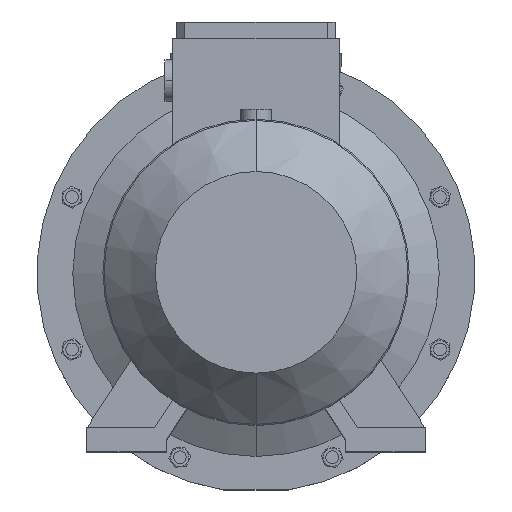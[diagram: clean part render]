
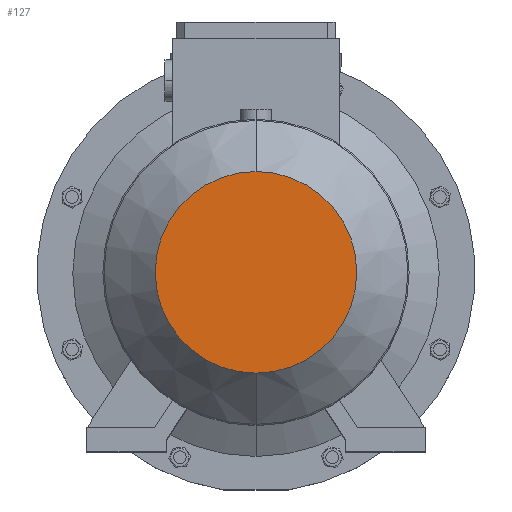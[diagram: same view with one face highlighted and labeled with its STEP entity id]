
A CAD part, top view. The second image highlights one B-rep face of the part: STEP entity #127.
In plain terms, the highlighted planar face has unit normal (0, 0, 1).
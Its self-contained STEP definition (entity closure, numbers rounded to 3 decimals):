
#127 = ADVANCED_FACE ( 'NONE', ( #47387 ), #59536, .T. ) ;
#1873 = DIRECTION ( 'NONE',  ( 0., 0., -1. ) ) ;
#4867 = VERTEX_POINT ( 'NONE', #18417 ) ;
#7917 = EDGE_CURVE ( 'NONE', #4867, #16584, #19232, .T. ) ;
#8741 = DIRECTION ( 'NONE',  ( 0., -1., 0. ) ) ;
#16584 = VERTEX_POINT ( 'NONE', #60134 ) ;
#18417 = CARTESIAN_POINT ( 'NONE',  ( 0., 126.562, 981. ) ) ;
#18489 = AXIS2_PLACEMENT_3D ( 'NONE', #45110, #19508, #19715 ) ;
#19232 = CIRCLE ( 'NONE', #18489, 126.562 ) ;
#19353 = EDGE_LOOP ( 'NONE', ( #32958, #37301 ) ) ;
#19508 = DIRECTION ( 'NONE',  ( 0., 0., -1. ) ) ;
#19715 = DIRECTION ( 'NONE',  ( 0., 1., 0. ) ) ;
#32061 = CIRCLE ( 'NONE', #65302, 126.562 ) ;
#32958 = ORIENTED_EDGE ( 'NONE', *, *, #7917, .F. ) ;
#37301 = ORIENTED_EDGE ( 'NONE', *, *, #44321, .F. ) ;
#44249 = CARTESIAN_POINT ( 'NONE',  ( 0., 0., 981. ) ) ;
#44321 = EDGE_CURVE ( 'NONE', #16584, #4867, #32061, .T. ) ;
#45110 = CARTESIAN_POINT ( 'NONE',  ( 0., 0., 981. ) ) ;
#47387 = FACE_OUTER_BOUND ( 'NONE', #19353, .T. ) ;
#48991 = DIRECTION ( 'NONE',  ( 0., 0., 1. ) ) ;
#58312 = CARTESIAN_POINT ( 'NONE',  ( 0., 0., 981. ) ) ;
#58533 = DIRECTION ( 'NONE',  ( 0., 1., 0. ) ) ;
#59536 = PLANE ( 'NONE',  #65244 ) ;
#60134 = CARTESIAN_POINT ( 'NONE',  ( 0., -126.563, 981. ) ) ;
#65244 = AXIS2_PLACEMENT_3D ( 'NONE', #44249, #48991, #8741 ) ;
#65302 = AXIS2_PLACEMENT_3D ( 'NONE', #58312, #1873, #58533 ) ;
